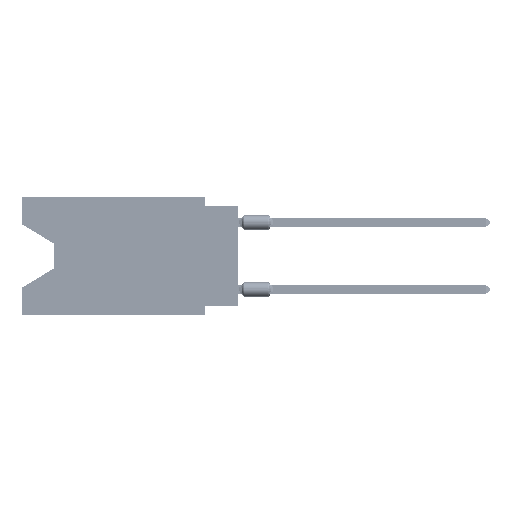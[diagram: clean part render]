
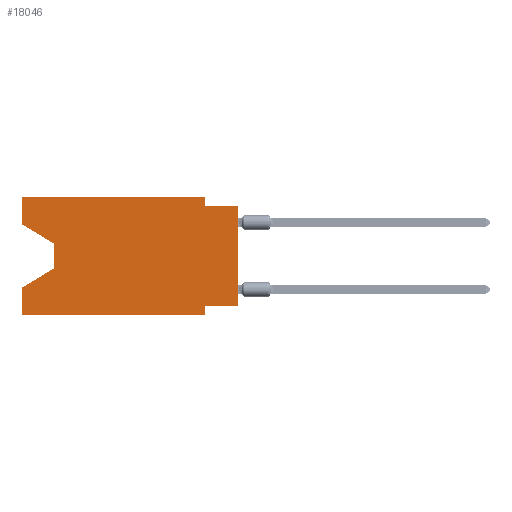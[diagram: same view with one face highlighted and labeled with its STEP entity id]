
A CAD part, left-side view. The second image highlights one B-rep face of the part: STEP entity #18046.
In plain terms, the highlighted planar face has unit normal (-1, 0, 0).
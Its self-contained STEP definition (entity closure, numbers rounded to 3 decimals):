
#434 = LINE ( 'NONE', #82093, #47604 ) ;
#1078 = CARTESIAN_POINT ( 'NONE',  ( 0., 13.97, -5.385 ) ) ;
#1817 = ORIENTED_EDGE ( 'NONE', *, *, #26979, .T. ) ;
#3297 = CARTESIAN_POINT ( 'NONE',  ( 0., 16.383, -8.89 ) ) ;
#3546 = EDGE_CURVE ( 'NONE', #81409, #83468, #434, .T. ) ;
#3922 = VECTOR ( 'NONE', #35485, 1000. ) ;
#7736 = DIRECTION ( 'NONE',  ( 0., 0., -1. ) ) ;
#7954 = EDGE_CURVE ( 'NONE', #62239, #73761, #54905, .T. ) ;
#8426 = CARTESIAN_POINT ( 'NONE',  ( 0., 16.383, 0. ) ) ;
#10461 = DIRECTION ( 'NONE',  ( 0., 1., 0. ) ) ;
#11950 = LINE ( 'NONE', #18150, #25346 ) ;
#11972 = VERTEX_POINT ( 'NONE', #23391 ) ;
#12814 = ORIENTED_EDGE ( 'NONE', *, *, #34756, .F. ) ;
#13273 = DIRECTION ( 'NONE',  ( 0., -0.855, -0.519 ) ) ;
#14194 = ORIENTED_EDGE ( 'NONE', *, *, #42513, .F. ) ;
#14754 = CARTESIAN_POINT ( 'NONE',  ( 0., 13.97, -5.385 ) ) ;
#15946 = LINE ( 'NONE', #43015, #3922 ) ;
#16635 = VERTEX_POINT ( 'NONE', #79181 ) ;
#18046 = ADVANCED_FACE ( 'NONE', ( #66768 ), #53892, .F. ) ;
#18150 = CARTESIAN_POINT ( 'NONE',  ( 0., 0., -0.635 ) ) ;
#18606 = ORIENTED_EDGE ( 'NONE', *, *, #75308, .T. ) ;
#18900 = LINE ( 'NONE', #46404, #62181 ) ;
#19412 = ORIENTED_EDGE ( 'NONE', *, *, #3546, .F. ) ;
#20733 = DIRECTION ( 'NONE',  ( 0., 0., 1. ) ) ;
#21275 = DIRECTION ( 'NONE',  ( 0., -1., 0. ) ) ;
#21348 = CARTESIAN_POINT ( 'NONE',  ( 0., 2.54, -0.635 ) ) ;
#23391 = CARTESIAN_POINT ( 'NONE',  ( 0., 2.54, -8.255 ) ) ;
#23721 = CARTESIAN_POINT ( 'NONE',  ( 0., 16.383, 0. ) ) ;
#24268 = EDGE_CURVE ( 'NONE', #39772, #73761, #11950, .T. ) ;
#24690 = CARTESIAN_POINT ( 'NONE',  ( 0., 16.383, -8.89 ) ) ;
#24915 = CARTESIAN_POINT ( 'NONE',  ( 0., 2.54, 0. ) ) ;
#25346 = VECTOR ( 'NONE', #46552, 1000. ) ;
#25648 = EDGE_CURVE ( 'NONE', #62239, #11972, #52573, .T. ) ;
#26104 = VECTOR ( 'NONE', #63447, 1000. ) ;
#26979 = EDGE_CURVE ( 'NONE', #85048, #63492, #47696, .T. ) ;
#27949 = VECTOR ( 'NONE', #57786, 1000. ) ;
#28168 = ORIENTED_EDGE ( 'NONE', *, *, #49005, .T. ) ;
#28901 = VECTOR ( 'NONE', #87661, 1000. ) ;
#29076 = LINE ( 'NONE', #3297, #46698 ) ;
#30500 = AXIS2_PLACEMENT_3D ( 'NONE', #74758, #61446, #7736 ) ;
#34756 = EDGE_CURVE ( 'NONE', #85518, #63492, #50991, .T. ) ;
#35485 = DIRECTION ( 'NONE',  ( 0., 0., -1. ) ) ;
#36005 = ORIENTED_EDGE ( 'NONE', *, *, #25648, .F. ) ;
#36167 = DIRECTION ( 'NONE',  ( 0., -1., 0. ) ) ;
#37807 = CARTESIAN_POINT ( 'NONE',  ( 0., 0., -0.635 ) ) ;
#38419 = VECTOR ( 'NONE', #13273, 1000. ) ;
#38600 = ORIENTED_EDGE ( 'NONE', *, *, #57392, .F. ) ;
#39772 = VERTEX_POINT ( 'NONE', #21348 ) ;
#39951 = VERTEX_POINT ( 'NONE', #72760 ) ;
#40210 = DIRECTION ( 'NONE',  ( 0., 0., -1. ) ) ;
#41869 = VERTEX_POINT ( 'NONE', #69900 ) ;
#42513 = EDGE_CURVE ( 'NONE', #83468, #39772, #59080, .T. ) ;
#43015 = CARTESIAN_POINT ( 'NONE',  ( 0., 13.97, -3.505 ) ) ;
#46404 = CARTESIAN_POINT ( 'NONE',  ( 0., 2.54, -8.89 ) ) ;
#46552 = DIRECTION ( 'NONE',  ( 0., -1., 0. ) ) ;
#46698 = VECTOR ( 'NONE', #36167, 1000. ) ;
#47589 = VECTOR ( 'NONE', #10461, 1000. ) ;
#47604 = VECTOR ( 'NONE', #21275, 1000. ) ;
#47696 = LINE ( 'NONE', #1078, #28901 ) ;
#48053 = CARTESIAN_POINT ( 'NONE',  ( 0., 16.383, 0. ) ) ;
#48138 = ORIENTED_EDGE ( 'NONE', *, *, #50892, .T. ) ;
#49005 = EDGE_CURVE ( 'NONE', #39951, #85048, #15946, .T. ) ;
#50892 = EDGE_CURVE ( 'NONE', #85518, #41869, #29076, .T. ) ;
#50991 = LINE ( 'NONE', #48053, #59818 ) ;
#52573 = LINE ( 'NONE', #71258, #47589 ) ;
#52754 = LINE ( 'NONE', #74085, #38419 ) ;
#53593 = CARTESIAN_POINT ( 'NONE',  ( 0., 0., 0. ) ) ;
#53892 = PLANE ( 'NONE',  #30500 ) ;
#54905 = LINE ( 'NONE', #53593, #72314 ) ;
#57392 = EDGE_CURVE ( 'NONE', #16635, #81409, #83429, .T. ) ;
#57786 = DIRECTION ( 'NONE',  ( 0., 0., -1. ) ) ;
#59080 = LINE ( 'NONE', #24915, #27949 ) ;
#59818 = VECTOR ( 'NONE', #75144, 1000. ) ;
#61446 = DIRECTION ( 'NONE',  ( 1., 0., 0. ) ) ;
#62181 = VECTOR ( 'NONE', #40210, 1000. ) ;
#62239 = VERTEX_POINT ( 'NONE', #65182 ) ;
#63447 = DIRECTION ( 'NONE',  ( 0., 0., 1. ) ) ;
#63492 = VERTEX_POINT ( 'NONE', #83992 ) ;
#64412 = ORIENTED_EDGE ( 'NONE', *, *, #24268, .F. ) ;
#65182 = CARTESIAN_POINT ( 'NONE',  ( 0., 0., -8.255 ) ) ;
#66768 = FACE_OUTER_BOUND ( 'NONE', #82945, .T. ) ;
#69900 = CARTESIAN_POINT ( 'NONE',  ( 0., 2.54, -8.89 ) ) ;
#71258 = CARTESIAN_POINT ( 'NONE',  ( 0., 0., -8.255 ) ) ;
#71814 = EDGE_CURVE ( 'NONE', #11972, #41869, #18900, .T. ) ;
#72314 = VECTOR ( 'NONE', #20733, 1000. ) ;
#72411 = CARTESIAN_POINT ( 'NONE',  ( 0., 2.54, 0. ) ) ;
#72760 = CARTESIAN_POINT ( 'NONE',  ( 0., 13.97, -3.505 ) ) ;
#73761 = VERTEX_POINT ( 'NONE', #37807 ) ;
#74085 = CARTESIAN_POINT ( 'NONE',  ( 0., 16.383, -2.038 ) ) ;
#74758 = CARTESIAN_POINT ( 'NONE',  ( 0., 16.383, 0. ) ) ;
#75144 = DIRECTION ( 'NONE',  ( 0., 0., 1. ) ) ;
#75308 = EDGE_CURVE ( 'NONE', #16635, #39951, #52754, .T. ) ;
#78877 = ORIENTED_EDGE ( 'NONE', *, *, #71814, .F. ) ;
#79177 = ORIENTED_EDGE ( 'NONE', *, *, #7954, .T. ) ;
#79181 = CARTESIAN_POINT ( 'NONE',  ( 0., 16.383, -2.038 ) ) ;
#81409 = VERTEX_POINT ( 'NONE', #23721 ) ;
#82093 = CARTESIAN_POINT ( 'NONE',  ( 0., 16.383, 0. ) ) ;
#82945 = EDGE_LOOP ( 'NONE', ( #18606, #28168, #1817, #12814, #48138, #78877, #36005, #79177, #64412, #14194, #19412, #38600 ) ) ;
#83429 = LINE ( 'NONE', #8426, #26104 ) ;
#83468 = VERTEX_POINT ( 'NONE', #72411 ) ;
#83992 = CARTESIAN_POINT ( 'NONE',  ( 0., 16.383, -6.852 ) ) ;
#85048 = VERTEX_POINT ( 'NONE', #14754 ) ;
#85518 = VERTEX_POINT ( 'NONE', #24690 ) ;
#87661 = DIRECTION ( 'NONE',  ( 0., 0.855, -0.519 ) ) ;
